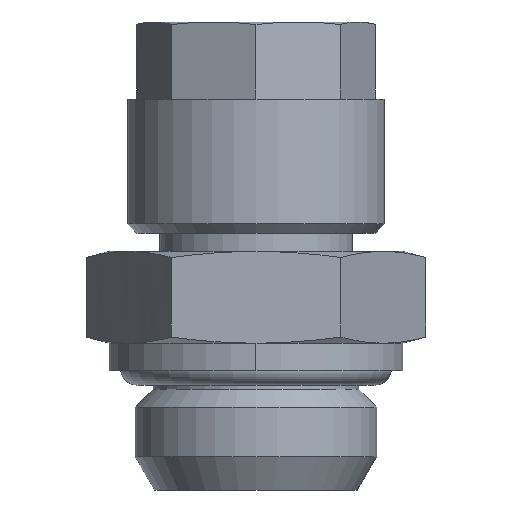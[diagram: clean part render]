
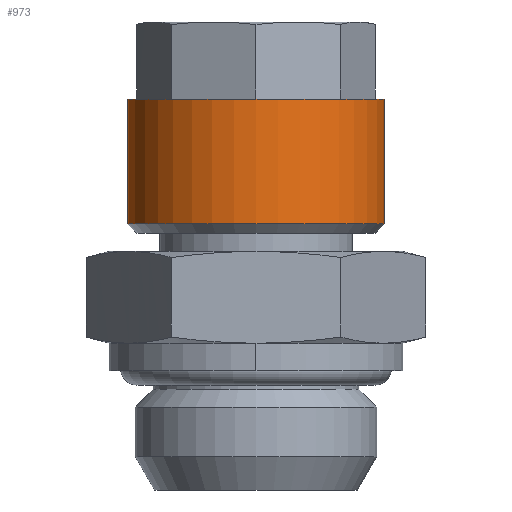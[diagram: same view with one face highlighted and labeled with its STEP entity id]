
A CAD part, left-side view. The second image highlights one B-rep face of the part: STEP entity #973.
In plain terms, the highlighted cylindrical face has radius 7 mm (diameter 14 mm), a partial arc.
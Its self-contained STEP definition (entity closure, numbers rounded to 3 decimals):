
#93=CYLINDRICAL_SURFACE('',#1664,7.);
#133=LINE('',#2550,#201);
#134=LINE('',#2551,#202);
#201=VECTOR('',#1945,6.8);
#202=VECTOR('',#1946,6.8);
#327=FACE_OUTER_BOUND('',#428,.F.);
#428=EDGE_LOOP('',(#590,#591,#592,#593));
#590=ORIENTED_EDGE('',*,*,#1262,.T.);
#591=ORIENTED_EDGE('',*,*,#1280,.T.);
#592=ORIENTED_EDGE('',*,*,#1263,.F.);
#593=ORIENTED_EDGE('',*,*,#1281,.T.);
#973=ADVANCED_FACE('',(#327),#93,.T.);
#1120=CIRCLE('',#1640,7.);
#1121=CIRCLE('',#1641,7.);
#1262=EDGE_CURVE('',#1431,#1432,#1120,.T.);
#1263=EDGE_CURVE('',#1430,#1429,#1121,.T.);
#1280=EDGE_CURVE('',#1432,#1429,#133,.T.);
#1281=EDGE_CURVE('',#1430,#1431,#134,.T.);
#1429=VERTEX_POINT('',#2357);
#1430=VERTEX_POINT('',#2358);
#1431=VERTEX_POINT('',#2359);
#1432=VERTEX_POINT('',#2360);
#1640=AXIS2_PLACEMENT_3D('',#2532,#1915,#1916);
#1641=AXIS2_PLACEMENT_3D('',#2533,#1917,#1918);
#1664=AXIS2_PLACEMENT_3D('',#2570,#1977,#1978);
#1915=DIRECTION('',(0.,0.,1.));
#1916=DIRECTION('',(0.,1.,0.));
#1917=DIRECTION('',(0.,0.,1.));
#1918=DIRECTION('',(0.,1.,0.));
#1945=DIRECTION('',(0.,0.,-1.));
#1946=DIRECTION('',(0.,0.,1.));
#1977=DIRECTION('',(0.,0.,1.));
#1978=DIRECTION('',(0.087,0.996,0.));
#2357=CARTESIAN_POINT('',(137.278,-7.,45.603));
#2358=CARTESIAN_POINT('',(137.278,7.,45.603));
#2359=CARTESIAN_POINT('',(137.278,7.,52.403));
#2360=CARTESIAN_POINT('',(137.278,-7.,52.403));
#2532=CARTESIAN_POINT('',(137.278,0.,52.403));
#2533=CARTESIAN_POINT('',(137.278,0.,45.603));
#2550=CARTESIAN_POINT('',(137.278,-7.,52.403));
#2551=CARTESIAN_POINT('',(137.278,7.,45.603));
#2570=CARTESIAN_POINT('',(137.278,0.,52.743));
